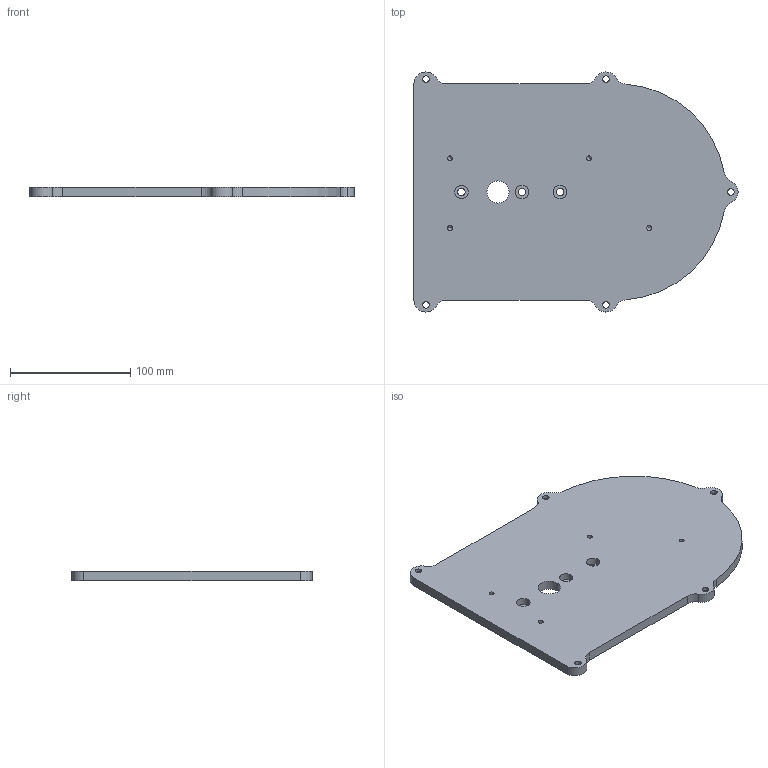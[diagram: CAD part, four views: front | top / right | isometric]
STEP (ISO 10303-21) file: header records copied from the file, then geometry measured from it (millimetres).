
FILE_DESCRIPTION(('3DEXPERIENCE STEP','CAx-IF Rec.Pracs.--- Model Styling and Organization---1.5--- 2016-08-15','CAx-IF Rec.Pracs.---Supplemental Geometry---1.0---2011-11-01','CAx-IF Rec.Pracs.--- Composite Materials ---3.4---2017-06-13','CAx-IF Rec.Pracs.---Tessellated 3D Geometry---1.0---2015-12-17'),'2;1');
FILE_NAME('EB24-CO-Plaque-Boitier-Contrôleur D.1.stp','2024-06-12T17:46:15+00:00',('none'),('none'),'3DEXPERIENCE Platform3DEXPERIENCE R2024x HotFix 1.21','3DEXPERIENCE Platform STEP AP242 v3','none');
FILE_SCHEMA(('AP242_MANAGED_MODEL_BASED_3D_ENGINEERING_MIM_LF {1 0 10303 442 1 1 4}'));
Length unit declared in the file: millimetre
Products named in the file (1): EB24-CO-Plaque-Boitier-Contrôleur
Bounding box: 270 x 200 x 8 mm (x, y, z)
Volume: 346707.9 mm3; surface area: 96736 mm2
Topology: 1 solids, 1 shells, 78 faces, 196 edges, 125 vertices
Faces by surface type: cylinder 57, plane 13, cone 8
Entity records: 2158 total; most frequent: ORIENTED_EDGE 376, CARTESIAN_POINT 366, DIRECTION 292, EDGE_CURVE 188, AXIS2_PLACEMENT_3D 167, VERTEX_POINT 124, CIRCLE 114, EDGE_LOOP 108
